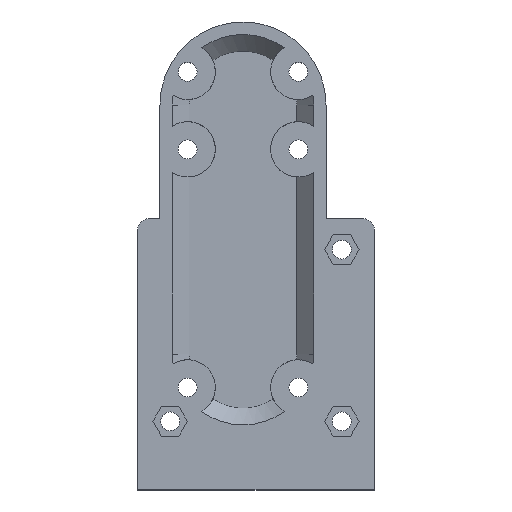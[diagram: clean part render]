
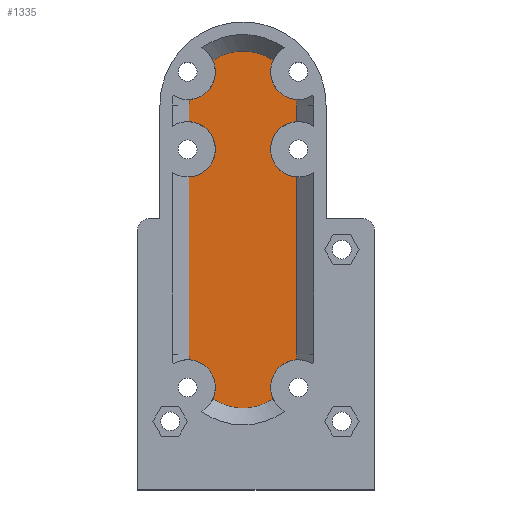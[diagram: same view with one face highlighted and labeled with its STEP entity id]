
A CAD part, top view. The second image highlights one B-rep face of the part: STEP entity #1335.
In plain terms, the highlighted planar face has unit normal (0, 0, 1).
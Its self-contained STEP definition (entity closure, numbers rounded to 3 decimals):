
#77=CIRCLE('',#1413,9.75);
#80=CIRCLE('',#1419,5.);
#82=CIRCLE('',#1424,9.75);
#83=CIRCLE('',#1426,5.);
#86=CIRCLE('',#1430,9.75);
#87=CIRCLE('',#1432,5.);
#89=CIRCLE('',#1435,9.75);
#92=CIRCLE('',#1443,9.75);
#93=CIRCLE('',#1445,5.);
#96=CIRCLE('',#1449,9.75);
#97=CIRCLE('',#1451,5.);
#99=CIRCLE('',#1454,5.);
#169=FACE_OUTER_BOUND('',#243,.T.);
#243=EDGE_LOOP('',(#987,#988,#989,#990,#991,#992,#993,#994,#995,#996,#997,
#998,#999,#1000,#1001,#1002));
#334=LINE('',#2079,#447);
#335=LINE('',#2097,#448);
#340=LINE('',#2158,#453);
#341=LINE('',#2164,#454);
#447=VECTOR('',#1610,10.);
#448=VECTOR('',#1621,10.);
#453=VECTOR('',#1660,10.);
#454=VECTOR('',#1665,10.);
#576=VERTEX_POINT('',#2062);
#577=VERTEX_POINT('',#2069);
#580=VERTEX_POINT('',#2076);
#582=VERTEX_POINT('',#2083);
#583=VERTEX_POINT('',#2093);
#585=VERTEX_POINT('',#2096);
#587=VERTEX_POINT('',#2102);
#589=VERTEX_POINT('',#2114);
#591=VERTEX_POINT('',#2125);
#593=VERTEX_POINT('',#2137);
#595=VERTEX_POINT('',#2148);
#598=VERTEX_POINT('',#2155);
#599=VERTEX_POINT('',#2160);
#601=VERTEX_POINT('',#2163);
#603=VERTEX_POINT('',#2169);
#605=VERTEX_POINT('',#2181);
#716=EDGE_CURVE('',#576,#577,#77,.T.);
#721=EDGE_CURVE('',#577,#580,#334,.T.);
#724=EDGE_CURVE('',#582,#576,#80,.T.);
#726=EDGE_CURVE('',#583,#585,#335,.T.);
#731=EDGE_CURVE('',#585,#587,#82,.T.);
#732=EDGE_CURVE('',#587,#589,#83,.T.);
#737=EDGE_CURVE('',#589,#591,#86,.T.);
#738=EDGE_CURVE('',#591,#593,#87,.T.);
#741=EDGE_CURVE('',#593,#595,#89,.T.);
#746=EDGE_CURVE('',#595,#598,#340,.T.);
#748=EDGE_CURVE('',#599,#601,#341,.T.);
#753=EDGE_CURVE('',#601,#603,#92,.T.);
#754=EDGE_CURVE('',#603,#605,#93,.T.);
#758=EDGE_CURVE('',#605,#582,#96,.T.);
#759=EDGE_CURVE('',#580,#583,#97,.T.);
#761=EDGE_CURVE('',#598,#599,#99,.T.);
#987=ORIENTED_EDGE('',*,*,#716,.F.);
#988=ORIENTED_EDGE('',*,*,#724,.F.);
#989=ORIENTED_EDGE('',*,*,#758,.F.);
#990=ORIENTED_EDGE('',*,*,#754,.F.);
#991=ORIENTED_EDGE('',*,*,#753,.F.);
#992=ORIENTED_EDGE('',*,*,#748,.F.);
#993=ORIENTED_EDGE('',*,*,#761,.F.);
#994=ORIENTED_EDGE('',*,*,#746,.F.);
#995=ORIENTED_EDGE('',*,*,#741,.F.);
#996=ORIENTED_EDGE('',*,*,#738,.F.);
#997=ORIENTED_EDGE('',*,*,#737,.F.);
#998=ORIENTED_EDGE('',*,*,#732,.F.);
#999=ORIENTED_EDGE('',*,*,#731,.F.);
#1000=ORIENTED_EDGE('',*,*,#726,.F.);
#1001=ORIENTED_EDGE('',*,*,#759,.F.);
#1002=ORIENTED_EDGE('',*,*,#721,.F.);
#1275=PLANE('',#1456);
#1335=ADVANCED_FACE('',(#169),#1275,.F.);
#1413=AXIS2_PLACEMENT_3D('',#2070,#1600,#1601);
#1419=AXIS2_PLACEMENT_3D('',#2091,#1615,#1616);
#1424=AXIS2_PLACEMENT_3D('',#2112,#1628,#1629);
#1426=AXIS2_PLACEMENT_3D('',#2115,#1632,#1633);
#1430=AXIS2_PLACEMENT_3D('',#2135,#1640,#1641);
#1432=AXIS2_PLACEMENT_3D('',#2138,#1644,#1645);
#1435=AXIS2_PLACEMENT_3D('',#2149,#1650,#1651);
#1443=AXIS2_PLACEMENT_3D('',#2179,#1672,#1673);
#1445=AXIS2_PLACEMENT_3D('',#2182,#1676,#1677);
#1449=AXIS2_PLACEMENT_3D('',#2193,#1684,#1685);
#1451=AXIS2_PLACEMENT_3D('',#2195,#1688,#1689);
#1454=AXIS2_PLACEMENT_3D('',#2198,#1694,#1695);
#1456=AXIS2_PLACEMENT_3D('',#2200,#1698,#1699);
#1600=DIRECTION('center_axis',(0.,0.,
-1.));
#1601=DIRECTION('ref_axis',(-1.,0.,0.));
#1610=DIRECTION('',(0.,1.,0.));
#1615=DIRECTION('center_axis',(0.,0.,
1.));
#1616=DIRECTION('ref_axis',(1.,0.,0.));
#1621=DIRECTION('',(0.,1.,0.));
#1628=DIRECTION('center_axis',(0.,0.,
-1.));
#1629=DIRECTION('ref_axis',(-1.,0.,0.));
#1632=DIRECTION('center_axis',(0.,0.,
1.));
#1633=DIRECTION('ref_axis',(1.,0.,0.));
#1640=DIRECTION('center_axis',(0.,0.,
-1.));
#1641=DIRECTION('ref_axis',(1.,0.,0.));
#1644=DIRECTION('center_axis',(0.,0.,
1.));
#1645=DIRECTION('ref_axis',(1.,0.,0.));
#1650=DIRECTION('center_axis',(0.,0.,
-1.));
#1651=DIRECTION('ref_axis',(1.,0.,0.));
#1660=DIRECTION('',(0.,-1.,0.));
#1665=DIRECTION('',(0.,-1.,0.));
#1672=DIRECTION('center_axis',(0.,0.,
-1.));
#1673=DIRECTION('ref_axis',(1.,0.,0.));
#1676=DIRECTION('center_axis',(0.,0.,
1.));
#1677=DIRECTION('ref_axis',(1.,0.,0.));
#1684=DIRECTION('center_axis',(0.,0.,
-1.));
#1685=DIRECTION('ref_axis',(1.,0.,0.));
#1688=DIRECTION('center_axis',(0.,0.,
1.));
#1689=DIRECTION('ref_axis',(1.,0.,0.));
#1694=DIRECTION('center_axis',(0.,0.,
1.));
#1695=DIRECTION('ref_axis',(1.,0.,0.));
#1698=DIRECTION('center_axis',(0.,0.,
-1.));
#1699=DIRECTION('ref_axis',(1.,0.,0.));
#2062=CARTESIAN_POINT('',(9.302,23.491,4.5));
#2069=CARTESIAN_POINT('',(9.25,24.5,4.5));
#2070=CARTESIAN_POINT('Origin',(19.,24.5,4.5));
#2076=CARTESIAN_POINT('',(9.25,56.516,4.5));
#2079=CARTESIAN_POINT('',(9.25,35.75,4.5));
#2083=CARTESIAN_POINT('',(13.546,16.418,4.5));
#2091=CARTESIAN_POINT('Origin',(9.,18.5,4.5));
#2093=CARTESIAN_POINT('',(9.25,66.504,4.5));
#2096=CARTESIAN_POINT('',(9.25,69.5,4.5));
#2097=CARTESIAN_POINT('',(9.25,56.343,4.5));
#2102=CARTESIAN_POINT('',(9.302,70.509,4.5));
#2112=CARTESIAN_POINT('Origin',(19.,69.5,4.5));
#2114=CARTESIAN_POINT('',(13.546,77.582,4.5));
#2115=CARTESIAN_POINT('Origin',(9.,75.5,4.5));
#2125=CARTESIAN_POINT('',(24.454,77.582,4.5));
#2135=CARTESIAN_POINT('Origin',(19.,69.5,4.5));
#2137=CARTESIAN_POINT('',(28.698,70.509,4.5));
#2138=CARTESIAN_POINT('Origin',(29.,75.5,4.5));
#2148=CARTESIAN_POINT('',(28.75,69.5,4.5));
#2149=CARTESIAN_POINT('Origin',(19.,69.5,4.5));
#2155=CARTESIAN_POINT('',(28.75,66.504,4.5));
#2158=CARTESIAN_POINT('',(28.75,58.25,4.5));
#2160=CARTESIAN_POINT('',(28.75,56.516,4.5));
#2163=CARTESIAN_POINT('',(28.75,24.5,4.5));
#2164=CARTESIAN_POINT('',(28.75,52.167,4.5));
#2169=CARTESIAN_POINT('',(28.698,23.491,4.5));
#2179=CARTESIAN_POINT('Origin',(19.,24.5,4.5));
#2181=CARTESIAN_POINT('',(24.454,16.418,4.5));
#2182=CARTESIAN_POINT('Origin',(29.,18.5,4.5));
#2193=CARTESIAN_POINT('Origin',(19.,24.5,4.5));
#2195=CARTESIAN_POINT('Origin',(9.,61.51,4.5));
#2198=CARTESIAN_POINT('Origin',(29.,61.51,4.5));
#2200=CARTESIAN_POINT('Origin',(19.,47.,4.5));
